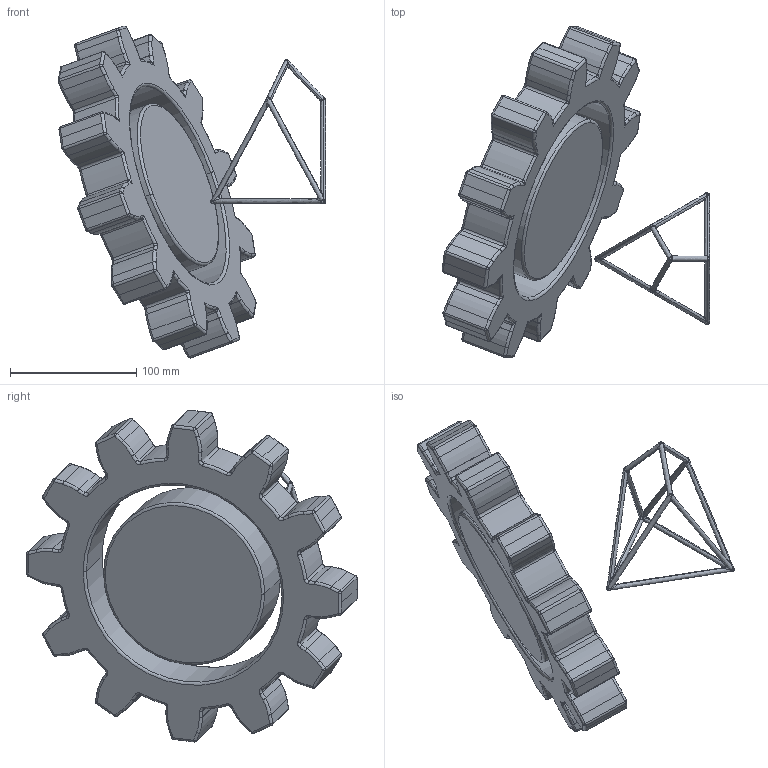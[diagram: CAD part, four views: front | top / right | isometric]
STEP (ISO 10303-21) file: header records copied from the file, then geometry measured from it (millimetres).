
FILE_DESCRIPTION(('CATIA V5 STEP Exchange','CAx-IF Rec.Pracs.--- Model Styling and Organization---1.4--- 2014-01-23'),'2;1');
FILE_NAME('CADEOSio Logo.stp','2018-11-28T12:16:59+00:00',('${USERPROFILE}'),('China Euro Vehicle Technology'),'CATIA Version 5-6 Release 2016 SP4 HF18','CATIA V5 STEP AP214 Edition 3','none');
FILE_SCHEMA(('AUTOMOTIVE_DESIGN { 1 0 10303 214 3 1 1 1 }'));
Length unit declared in the file: millimetre
Products named in the file (3): Product1; Part4; Part2
Assembly tree (2 placements, depth 2):
  Product1
    Part4
    Part2
Bounding box: 212.16 x 261.61 x 262.86 mm (x, y, z)
Volume: 1486126.4 mm3; surface area: 168479.7 mm2
Topology: 3 solids, 3 shells, 695 faces, 1607 edges, 782 vertices
Faces by surface type: cylinder 226, bspline 203, torus 113, sphere 77, plane 76
Entity records: 33600 total; most frequent: CARTESIAN_POINT 20663, ORIENTED_EDGE 2966, DIRECTION 1934, EDGE_CURVE 1483, AXIS2_PLACEMENT_3D 1022, VERTEX_POINT 782, EDGE_LOOP 697, ADVANCED_FACE 695
